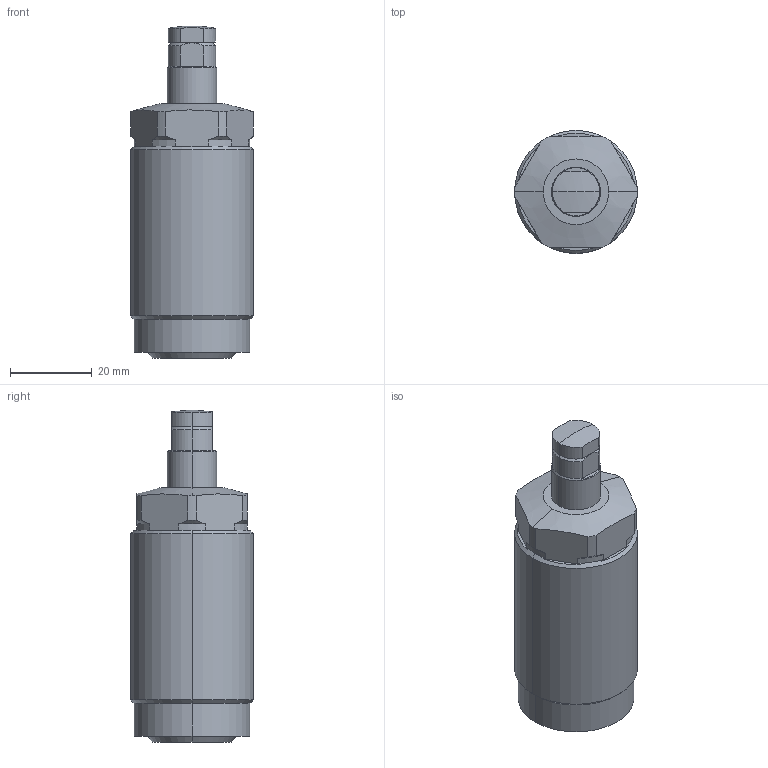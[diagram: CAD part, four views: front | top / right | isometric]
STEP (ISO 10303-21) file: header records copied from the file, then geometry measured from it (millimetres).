
FILE_DESCRIPTION (( 'STEP AP203' ), '1' );
FILE_NAME ('LD0302-x-E.step', '2010-03-17T02:37:11', ( ' ' ), ( ' ' ), 'SwSTEP 2.0', 'SolidWorks 2009', '' );
FILE_SCHEMA (( 'CONFIG_CONTROL_DESIGN' ));
Length unit declared in the file: millimetre
Products named in the file (3): LD0302-x-E.sldasm-Part-1; LD0302-x-E; LD0302-x-E.sldasm-Part-2
Assembly tree (2 placements, depth 2):
  LD0302-x-E
    LD0302-x-E.sldasm-Part-2
    LD0302-x-E.sldasm-Part-1
Bounding box: 30 x 30 x 81 mm (x, y, z)
Volume: 43247.4 mm3; surface area: 7864.1 mm2
Topology: 2 solids, 2 shells, 85 faces, 208 edges, 134 vertices
Faces by surface type: cylinder 32, plane 28, cone 19, torus 4, sphere 2
Entity records: 2912 total; most frequent: CARTESIAN_POINT 580, DIRECTION 453, ORIENTED_EDGE 416, EDGE_CURVE 208, AXIS2_PLACEMENT_3D 191, VERTEX_POINT 134, CIRCLE 101, EDGE_LOOP 92
